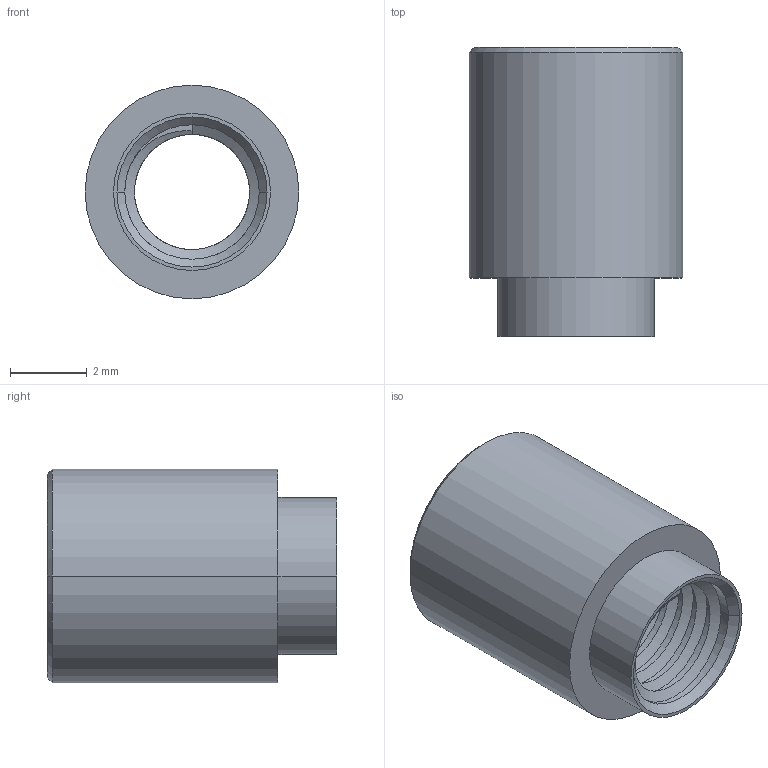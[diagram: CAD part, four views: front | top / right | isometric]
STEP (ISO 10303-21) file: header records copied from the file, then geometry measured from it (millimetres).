
FILE_DESCRIPTION (( 'STEP AP214' ), '1' );
FILE_NAME ('24884.STEP', '2016-11-16T18:45:31', ( '' ), ( '' ), 'SwSTEP 2.0', 'SolidWorks 2013', '' );
FILE_SCHEMA (( 'AUTOMOTIVE_DESIGN' ));
Length unit declared in the file: millimetre
Products named in the file (1): 24884
Bounding box: 5.56 x 7.52 x 5.56 mm (x, y, z)
Volume: 98.1 mm3; surface area: 271.1 mm2
Topology: 1 solids, 1 shells, 49 faces, 129 edges, 83 vertices
Faces by surface type: cylinder 34, plane 7, cone 6, bspline 2
Entity records: 2706 total; most frequent: CARTESIAN_POINT 1623, ORIENTED_EDGE 258, DIRECTION 186, EDGE_CURVE 129, VERTEX_POINT 83, AXIS2_PLACEMENT_3D 70, EDGE_LOOP 52, ADVANCED_FACE 49
